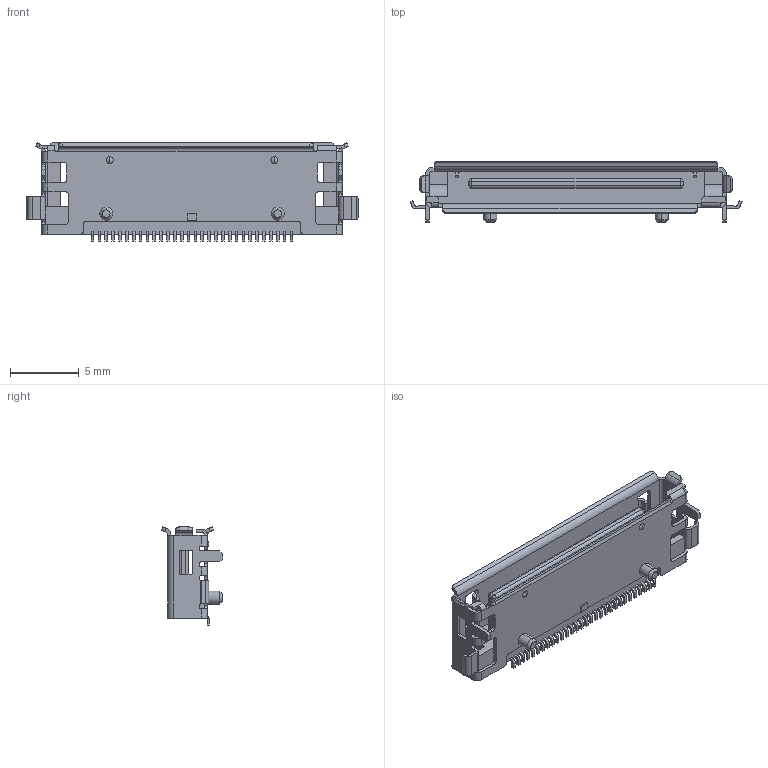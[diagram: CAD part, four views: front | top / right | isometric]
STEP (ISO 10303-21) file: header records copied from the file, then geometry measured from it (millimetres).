
FILE_DESCRIPTION (( 'STEP AP203' ), '1' );
FILE_NAME ('K3D-DD1R030HA1-R2 JAE Connector Division Proprietary.STEP', '2008-04-21T03:51:42', ( '' ), ( '' ), 'SwSTEP 2.0', 'SolidWorks 2006052', '' );
FILE_SCHEMA (( 'CONFIG_CONTROL_DESIGN' ));
Length unit declared in the file: millimetre
Products named in the file (1): K3D-DD1R030HA1-R2 JAE Connector Division Proprietary
Bounding box: 24.2 x 4.45 x 7.15 mm (x, y, z)
Volume: 209.1 mm3; surface area: 826 mm2
Topology: 1 solids, 1 shells, 558 faces, 1538 edges, 1004 vertices
Faces by surface type: plane 364, cylinder 182, sphere 8, cone 4
Entity records: 17839 total; most frequent: CARTESIAN_POINT 3205, ORIENTED_EDGE 3068, DIRECTION 3018, EDGE_CURVE 1534, VECTOR 1140, LINE 1140, VERTEX_POINT 1004, AXIS2_PLACEMENT_3D 939
